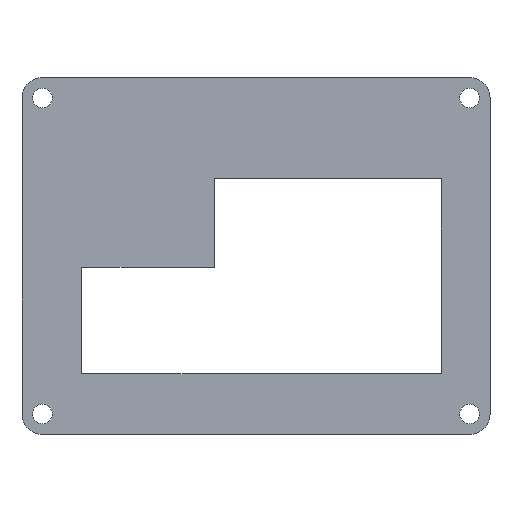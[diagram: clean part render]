
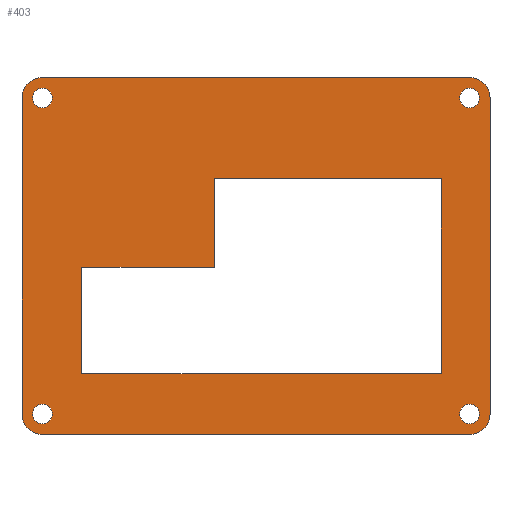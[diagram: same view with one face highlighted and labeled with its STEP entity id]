
A CAD part, top view. The second image highlights one B-rep face of the part: STEP entity #403.
In plain terms, the highlighted planar face has unit normal (0, 0, 1).
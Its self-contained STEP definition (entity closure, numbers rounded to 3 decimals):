
#15=FACE_BOUND('',#76,.T.);
#16=FACE_BOUND('',#77,.T.);
#17=FACE_BOUND('',#78,.T.);
#18=FACE_BOUND('',#79,.T.);
#19=FACE_BOUND('',#80,.T.);
#35=PLANE('',#453);
#55=FACE_OUTER_BOUND('',#75,.T.);
#75=EDGE_LOOP('',(#341,#342,#343,#344,#345,#346,#347,#348));
#76=EDGE_LOOP('',(#349));
#77=EDGE_LOOP('',(#350,#351,#352,#353,#354,#355));
#78=EDGE_LOOP('',(#356));
#79=EDGE_LOOP('',(#357));
#80=EDGE_LOOP('',(#358));
#92=LINE('',#593,#130);
#95=LINE('',#599,#133);
#98=LINE('',#605,#136);
#101=LINE('',#611,#139);
#104=LINE('',#617,#142);
#107=LINE('',#621,#145);
#111=LINE('',#635,#149);
#115=LINE('',#647,#153);
#119=LINE('',#659,#157);
#123=LINE('',#671,#161);
#130=VECTOR('',#482,10.);
#133=VECTOR('',#487,10.);
#136=VECTOR('',#492,10.);
#139=VECTOR('',#497,10.);
#142=VECTOR('',#502,10.);
#145=VECTOR('',#507,10.);
#149=VECTOR('',#519,10.);
#153=VECTOR('',#531,10.);
#157=VECTOR('',#543,10.);
#161=VECTOR('',#555,10.);
#163=CIRCLE('',#420,1.7);
#165=CIRCLE('',#423,1.7);
#167=CIRCLE('',#426,1.7);
#169=CIRCLE('',#435,1.7);
#172=CIRCLE('',#440,3.5);
#174=CIRCLE('',#444,3.5);
#176=CIRCLE('',#448,3.5);
#178=CIRCLE('',#452,3.5);
#179=VERTEX_POINT('',#569);
#181=VERTEX_POINT('',#575);
#183=VERTEX_POINT('',#581);
#187=VERTEX_POINT('',#590);
#188=VERTEX_POINT('',#592);
#190=VERTEX_POINT('',#598);
#192=VERTEX_POINT('',#604);
#194=VERTEX_POINT('',#610);
#196=VERTEX_POINT('',#616);
#197=VERTEX_POINT('',#623);
#201=VERTEX_POINT('',#632);
#202=VERTEX_POINT('',#634);
#204=VERTEX_POINT('',#640);
#206=VERTEX_POINT('',#646);
#208=VERTEX_POINT('',#652);
#210=VERTEX_POINT('',#658);
#212=VERTEX_POINT('',#664);
#214=VERTEX_POINT('',#670);
#215=EDGE_CURVE('',#179,#179,#163,.T.);
#218=EDGE_CURVE('',#181,#181,#165,.T.);
#221=EDGE_CURVE('',#183,#183,#167,.T.);
#226=EDGE_CURVE('',#188,#187,#92,.T.);
#229=EDGE_CURVE('',#190,#188,#95,.T.);
#232=EDGE_CURVE('',#192,#190,#98,.T.);
#235=EDGE_CURVE('',#194,#192,#101,.T.);
#238=EDGE_CURVE('',#196,#194,#104,.T.);
#241=EDGE_CURVE('',#187,#196,#107,.T.);
#242=EDGE_CURVE('',#197,#197,#169,.T.);
#247=EDGE_CURVE('',#202,#201,#111,.T.);
#250=EDGE_CURVE('',#204,#202,#172,.T.);
#253=EDGE_CURVE('',#206,#204,#115,.T.);
#256=EDGE_CURVE('',#208,#206,#174,.T.);
#259=EDGE_CURVE('',#210,#208,#119,.T.);
#262=EDGE_CURVE('',#212,#210,#176,.T.);
#265=EDGE_CURVE('',#214,#212,#123,.T.);
#268=EDGE_CURVE('',#201,#214,#178,.T.);
#341=ORIENTED_EDGE('',*,*,#268,.T.);
#342=ORIENTED_EDGE('',*,*,#265,.T.);
#343=ORIENTED_EDGE('',*,*,#262,.T.);
#344=ORIENTED_EDGE('',*,*,#259,.T.);
#345=ORIENTED_EDGE('',*,*,#256,.T.);
#346=ORIENTED_EDGE('',*,*,#253,.T.);
#347=ORIENTED_EDGE('',*,*,#250,.T.);
#348=ORIENTED_EDGE('',*,*,#247,.T.);
#349=ORIENTED_EDGE('',*,*,#242,.T.);
#350=ORIENTED_EDGE('',*,*,#241,.T.);
#351=ORIENTED_EDGE('',*,*,#238,.T.);
#352=ORIENTED_EDGE('',*,*,#235,.T.);
#353=ORIENTED_EDGE('',*,*,#232,.T.);
#354=ORIENTED_EDGE('',*,*,#229,.T.);
#355=ORIENTED_EDGE('',*,*,#226,.T.);
#356=ORIENTED_EDGE('',*,*,#221,.T.);
#357=ORIENTED_EDGE('',*,*,#218,.T.);
#358=ORIENTED_EDGE('',*,*,#215,.T.);
#403=ADVANCED_FACE('',(#55,#15,#16,#17,#18,#19),#35,.T.);
#420=AXIS2_PLACEMENT_3D('',#570,#459,#460);
#423=AXIS2_PLACEMENT_3D('',#576,#466,#467);
#426=AXIS2_PLACEMENT_3D('',#582,#473,#474);
#435=AXIS2_PLACEMENT_3D('',#624,#510,#511);
#440=AXIS2_PLACEMENT_3D('',#641,#525,#526);
#444=AXIS2_PLACEMENT_3D('',#653,#537,#538);
#448=AXIS2_PLACEMENT_3D('',#665,#549,#550);
#452=AXIS2_PLACEMENT_3D('',#675,#561,#562);
#453=AXIS2_PLACEMENT_3D('',#676,#563,#564);
#459=DIRECTION('center_axis',(0.,0.,-1.));
#460=DIRECTION('ref_axis',(-1.,0.,0.));
#466=DIRECTION('center_axis',(0.,0.,-1.));
#467=DIRECTION('ref_axis',(-1.,0.,0.));
#473=DIRECTION('center_axis',(0.,0.,-1.));
#474=DIRECTION('ref_axis',(-1.,0.,0.));
#482=DIRECTION('',(0.,1.,0.));
#487=DIRECTION('',(-1.,0.,0.));
#492=DIRECTION('',(0.,-1.,0.));
#497=DIRECTION('',(1.,0.,0.));
#502=DIRECTION('',(0.,1.,0.));
#507=DIRECTION('',(1.,0.,0.));
#510=DIRECTION('center_axis',(0.,0.,-1.));
#511=DIRECTION('ref_axis',(-1.,0.,0.));
#519=DIRECTION('',(-1.,0.,0.));
#525=DIRECTION('center_axis',(0.,0.,1.));
#526=DIRECTION('ref_axis',(1.,0.,0.));
#531=DIRECTION('',(0.,1.,0.));
#537=DIRECTION('center_axis',(0.,0.,1.));
#538=DIRECTION('ref_axis',(0.,-1.,0.));
#543=DIRECTION('',(1.,0.,0.));
#549=DIRECTION('center_axis',(0.,0.,1.));
#550=DIRECTION('ref_axis',(-1.,0.,0.));
#555=DIRECTION('',(0.,-1.,0.));
#561=DIRECTION('center_axis',(0.,0.,1.));
#562=DIRECTION('ref_axis',(0.,1.,0.));
#563=DIRECTION('center_axis',(0.,0.,1.));
#564=DIRECTION('ref_axis',(-1.,0.,0.));
#569=CARTESIAN_POINT('',(-1.8,3.5,14.9));
#570=CARTESIAN_POINT('Origin',(-3.5,3.5,14.9));
#575=CARTESIAN_POINT('',(-1.8,-50.8,14.9));
#576=CARTESIAN_POINT('Origin',(-3.5,-50.8,14.9));
#581=CARTESIAN_POINT('',(71.6,-50.8,14.9));
#582=CARTESIAN_POINT('Origin',(69.9,-50.8,14.9));
#590=CARTESIAN_POINT('',(3.282,-25.588,14.9));
#592=CARTESIAN_POINT('',(3.282,-43.875,14.9));
#593=CARTESIAN_POINT('',(3.282,-25.588,14.9));
#598=CARTESIAN_POINT('',(65.049,-43.875,14.9));
#599=CARTESIAN_POINT('',(3.282,-43.875,14.9));
#604=CARTESIAN_POINT('',(65.049,-10.381,14.9));
#605=CARTESIAN_POINT('',(65.049,-10.381,14.9));
#610=CARTESIAN_POINT('',(26.046,-10.381,14.9));
#611=CARTESIAN_POINT('',(26.046,-10.381,14.9));
#616=CARTESIAN_POINT('',(26.046,-25.588,14.9));
#617=CARTESIAN_POINT('',(26.046,-43.875,14.9));
#621=CARTESIAN_POINT('',(26.046,-25.588,14.9));
#623=CARTESIAN_POINT('',(71.6,3.5,14.9));
#624=CARTESIAN_POINT('Origin',(69.9,3.5,14.9));
#632=CARTESIAN_POINT('',(-3.5,7.,14.9));
#634=CARTESIAN_POINT('',(69.9,7.,14.9));
#635=CARTESIAN_POINT('',(-7.,7.,14.9));
#640=CARTESIAN_POINT('',(73.4,3.5,14.9));
#641=CARTESIAN_POINT('Origin',(69.9,3.5,14.9));
#646=CARTESIAN_POINT('',(73.4,-50.8,14.9));
#647=CARTESIAN_POINT('',(73.4,7.,14.9));
#652=CARTESIAN_POINT('',(69.9,-54.3,14.9));
#653=CARTESIAN_POINT('Origin',(69.9,-50.8,14.9));
#658=CARTESIAN_POINT('',(-3.5,-54.3,14.9));
#659=CARTESIAN_POINT('',(73.4,-54.3,14.9));
#664=CARTESIAN_POINT('',(-7.,-50.8,14.9));
#665=CARTESIAN_POINT('Origin',(-3.5,-50.8,14.9));
#670=CARTESIAN_POINT('',(-7.,3.5,14.9));
#671=CARTESIAN_POINT('',(-7.,-54.3,14.9));
#675=CARTESIAN_POINT('Origin',(-3.5,3.5,14.9));
#676=CARTESIAN_POINT('Origin',(33.2,-23.65,14.9));
